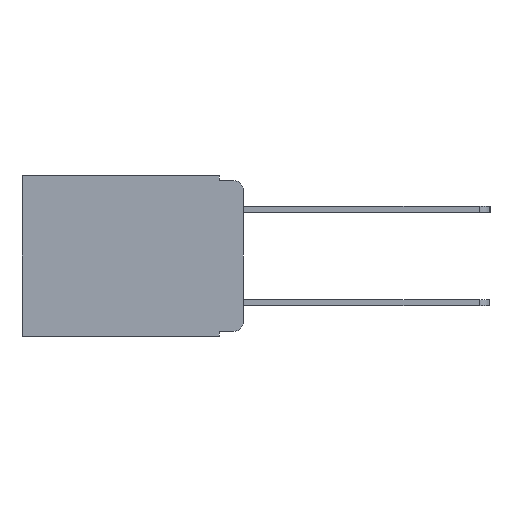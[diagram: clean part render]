
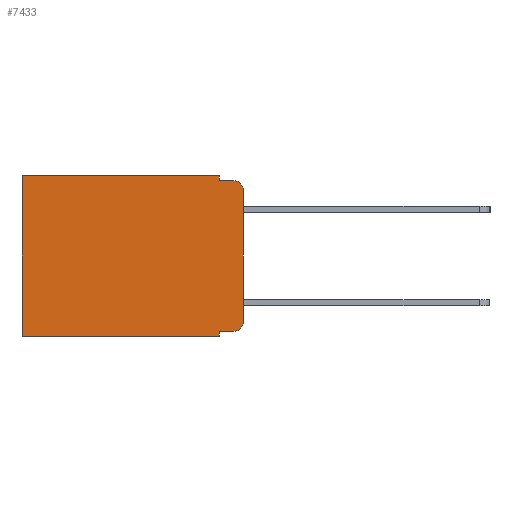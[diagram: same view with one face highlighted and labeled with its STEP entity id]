
A CAD part, left-side view. The second image highlights one B-rep face of the part: STEP entity #7433.
In plain terms, the highlighted planar face has unit normal (-1, 0, 0).
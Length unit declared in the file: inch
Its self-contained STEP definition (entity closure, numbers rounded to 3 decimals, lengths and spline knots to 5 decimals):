
#295 = PLANE ( 'NONE',  #8920 ) ;
#706 = VECTOR ( 'NONE', #6338, 39.37008 ) ;
#895 = VERTEX_POINT ( 'NONE', #12964 ) ;
#950 = CARTESIAN_POINT ( 'NONE',  ( 0.298, 0., 0. ) ) ;
#999 = EDGE_CURVE ( 'NONE', #3859, #8763, #8556, .T. ) ;
#1327 = EDGE_CURVE ( 'NONE', #11123, #8548, #2051, .T. ) ;
#1637 = DIRECTION ( 'NONE',  ( 0., 0., -1. ) ) ;
#1688 = CARTESIAN_POINT ( 'NONE',  ( 0.298, 0.051, -0.01 ) ) ;
#2051 = LINE ( 'NONE', #8318, #7633 ) ;
#2228 = EDGE_CURVE ( 'NONE', #10785, #11766, #10859, .T. ) ;
#2661 = CARTESIAN_POINT ( 'NONE',  ( 0.298, 0.051, -0.333 ) ) ;
#2815 = CARTESIAN_POINT ( 'NONE',  ( 0.298, 0., -0.343 ) ) ;
#2830 = VECTOR ( 'NONE', #11280, 39.37008 ) ;
#2880 = DIRECTION ( 'NONE',  ( 0., 1., 0. ) ) ;
#2994 = CIRCLE ( 'NONE', #12827, 0.02 ) ;
#3034 = EDGE_CURVE ( 'NONE', #10145, #11766, #12284, .T. ) ;
#3056 = VERTEX_POINT ( 'NONE', #8164 ) ;
#3057 = LINE ( 'NONE', #11176, #5951 ) ;
#3095 = ORIENTED_EDGE ( 'NONE', *, *, #5950, .F. ) ;
#3315 = VECTOR ( 'NONE', #7636, 39.37008 ) ;
#3667 = LINE ( 'NONE', #6293, #706 ) ;
#3745 = EDGE_CURVE ( 'NONE', #895, #5772, #8183, .T. ) ;
#3845 = EDGE_CURVE ( 'NONE', #3859, #10145, #11417, .T. ) ;
#3859 = VERTEX_POINT ( 'NONE', #7661 ) ;
#4196 = ORIENTED_EDGE ( 'NONE', *, *, #2228, .T. ) ;
#4533 = EDGE_CURVE ( 'NONE', #11123, #895, #3667, .T. ) ;
#4666 = ORIENTED_EDGE ( 'NONE', *, *, #7947, .T. ) ;
#5059 = CARTESIAN_POINT ( 'NONE',  ( 0.298, 0., 0. ) ) ;
#5474 = ORIENTED_EDGE ( 'NONE', *, *, #3034, .F. ) ;
#5698 = DIRECTION ( 'NONE',  ( 0., 0., -1. ) ) ;
#5716 = DIRECTION ( 'NONE',  ( -1., 0., 0. ) ) ;
#5772 = VERTEX_POINT ( 'NONE', #12685 ) ;
#5899 = FACE_OUTER_BOUND ( 'NONE', #8805, .T. ) ;
#5950 = EDGE_CURVE ( 'NONE', #10785, #3056, #3057, .T. ) ;
#5951 = VECTOR ( 'NONE', #12990, 39.37008 ) ;
#6104 = AXIS2_PLACEMENT_3D ( 'NONE', #9500, #5716, #5698 ) ;
#6293 = CARTESIAN_POINT ( 'NONE',  ( 0.298, 0.051, 0. ) ) ;
#6338 = DIRECTION ( 'NONE',  ( 0., 0., -1. ) ) ;
#6355 = ORIENTED_EDGE ( 'NONE', *, *, #4533, .F. ) ;
#6370 = DIRECTION ( 'NONE',  ( -1., 0., 0. ) ) ;
#6547 = CARTESIAN_POINT ( 'NONE',  ( 0.298, 0.02, -0.01 ) ) ;
#6849 = ORIENTED_EDGE ( 'NONE', *, *, #3845, .F. ) ;
#7433 = ADVANCED_FACE ( 'NONE', ( #5899 ), #295, .F. ) ;
#7633 = VECTOR ( 'NONE', #8721, 39.37008 ) ;
#7636 = DIRECTION ( 'NONE',  ( 0., 0., -1. ) ) ;
#7661 = CARTESIAN_POINT ( 'NONE',  ( 0.298, 0.051, 0. ) ) ;
#7947 = EDGE_CURVE ( 'NONE', #8548, #3056, #2994, .T. ) ;
#8164 = CARTESIAN_POINT ( 'NONE',  ( 0.298, 0., -0.313 ) ) ;
#8183 = LINE ( 'NONE', #2815, #12865 ) ;
#8274 = DIRECTION ( 'NONE',  ( 1., 0., 0. ) ) ;
#8318 = CARTESIAN_POINT ( 'NONE',  ( 0.298, 0.051, -0.333 ) ) ;
#8326 = ORIENTED_EDGE ( 'NONE', *, *, #1327, .T. ) ;
#8475 = ORIENTED_EDGE ( 'NONE', *, *, #3745, .F. ) ;
#8548 = VERTEX_POINT ( 'NONE', #8983 ) ;
#8556 = LINE ( 'NONE', #950, #2830 ) ;
#8648 = VECTOR ( 'NONE', #11194, 39.37008 ) ;
#8721 = DIRECTION ( 'NONE',  ( 0., -1., 0. ) ) ;
#8763 = VERTEX_POINT ( 'NONE', #9192 ) ;
#8805 = EDGE_LOOP ( 'NONE', ( #3095, #4196, #5474, #6849, #9775, #12544, #8475, #6355, #8326, #4666 ) ) ;
#8877 = CARTESIAN_POINT ( 'NONE',  ( 0.298, 0.051, 0. ) ) ;
#8920 = AXIS2_PLACEMENT_3D ( 'NONE', #5059, #8274, #1637 ) ;
#8983 = CARTESIAN_POINT ( 'NONE',  ( 0.298, 0.02, -0.333 ) ) ;
#9192 = CARTESIAN_POINT ( 'NONE',  ( 0.298, 0.473, 0. ) ) ;
#9500 = CARTESIAN_POINT ( 'NONE',  ( 0.298, 0.02, -0.03 ) ) ;
#9514 = VECTOR ( 'NONE', #13071, 39.37008 ) ;
#9775 = ORIENTED_EDGE ( 'NONE', *, *, #999, .T. ) ;
#10145 = VERTEX_POINT ( 'NONE', #1688 ) ;
#10218 = EDGE_CURVE ( 'NONE', #8763, #5772, #13320, .T. ) ;
#10226 = CARTESIAN_POINT ( 'NONE',  ( 0.298, 0.473, 0. ) ) ;
#10785 = VERTEX_POINT ( 'NONE', #12541 ) ;
#10859 = CIRCLE ( 'NONE', #6104, 0.02 ) ;
#11123 = VERTEX_POINT ( 'NONE', #2661 ) ;
#11176 = CARTESIAN_POINT ( 'NONE',  ( 0.298, 0., 0. ) ) ;
#11194 = DIRECTION ( 'NONE',  ( 0., 0., -1. ) ) ;
#11280 = DIRECTION ( 'NONE',  ( 0., 1., 0. ) ) ;
#11417 = LINE ( 'NONE', #8877, #3315 ) ;
#11766 = VERTEX_POINT ( 'NONE', #6547 ) ;
#11872 = CARTESIAN_POINT ( 'NONE',  ( 0.298, 0.051, -0.01 ) ) ;
#12200 = CARTESIAN_POINT ( 'NONE',  ( 0.298, 0.02, -0.313 ) ) ;
#12284 = LINE ( 'NONE', #11872, #9514 ) ;
#12541 = CARTESIAN_POINT ( 'NONE',  ( 0.298, 0., -0.03 ) ) ;
#12544 = ORIENTED_EDGE ( 'NONE', *, *, #10218, .T. ) ;
#12685 = CARTESIAN_POINT ( 'NONE',  ( 0.298, 0.473, -0.343 ) ) ;
#12827 = AXIS2_PLACEMENT_3D ( 'NONE', #12200, #6370, #13121 ) ;
#12865 = VECTOR ( 'NONE', #2880, 39.37008 ) ;
#12964 = CARTESIAN_POINT ( 'NONE',  ( 0.298, 0.051, -0.343 ) ) ;
#12990 = DIRECTION ( 'NONE',  ( 0., 0., -1. ) ) ;
#13071 = DIRECTION ( 'NONE',  ( 0., -1., 0. ) ) ;
#13121 = DIRECTION ( 'NONE',  ( 0., 0., -1. ) ) ;
#13320 = LINE ( 'NONE', #10226, #8648 ) ;
